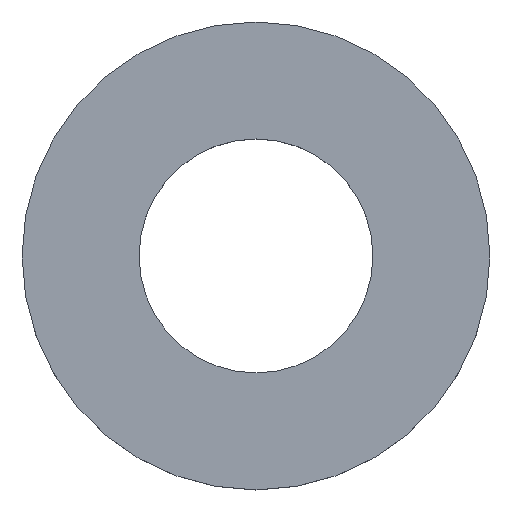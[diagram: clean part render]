
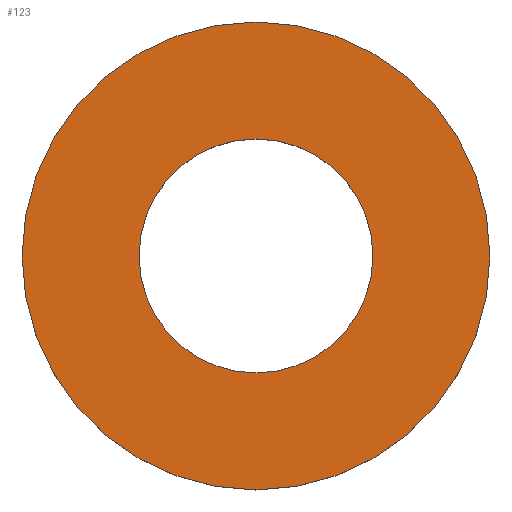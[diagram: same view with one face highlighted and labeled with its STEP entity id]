
A CAD part, top view. The second image highlights one B-rep face of the part: STEP entity #123.
In plain terms, the highlighted planar face has unit normal (0, 0, 1).
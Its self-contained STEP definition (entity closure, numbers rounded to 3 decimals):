
#8 = VERTEX_POINT ( 'NONE', #133 ) ;
#9 = DIRECTION ( 'NONE',  ( 0., 0., 1. ) ) ;
#10 = DIRECTION ( 'NONE',  ( 0., 0., 1. ) ) ;
#15 = CARTESIAN_POINT ( 'NONE',  ( 0., 0., 0.9 ) ) ;
#16 = CIRCLE ( 'NONE', #79, 4. ) ;
#17 = PLANE ( 'NONE',  #119 ) ;
#18 = EDGE_CURVE ( 'NONE', #141, #46, #106, .T. ) ;
#22 = EDGE_CURVE ( 'NONE', #122, #8, #84, .T. ) ;
#27 = FACE_OUTER_BOUND ( 'NONE', #95, .T. ) ;
#32 = DIRECTION ( 'NONE',  ( 1., 0., 0. ) ) ;
#36 = DIRECTION ( 'NONE',  ( 1., 0., 0. ) ) ;
#45 = AXIS2_PLACEMENT_3D ( 'NONE', #15, #10, #73 ) ;
#46 = VERTEX_POINT ( 'NONE', #242 ) ;
#49 = DIRECTION ( 'NONE',  ( 1., 0., 0. ) ) ;
#51 = DIRECTION ( 'NONE',  ( 0., 0., 1. ) ) ;
#57 = CARTESIAN_POINT ( 'NONE',  ( 2., 0., 0.9 ) ) ;
#63 = DIRECTION ( 'NONE',  ( 1., 0., 0. ) ) ;
#73 = DIRECTION ( 'NONE',  ( 1., 0., 0. ) ) ;
#76 = ORIENTED_EDGE ( 'NONE', *, *, #22, .T. ) ;
#79 = AXIS2_PLACEMENT_3D ( 'NONE', #170, #220, #63 ) ;
#84 = CIRCLE ( 'NONE', #97, 4. ) ;
#89 = CARTESIAN_POINT ( 'NONE',  ( 0., 0., 0.9 ) ) ;
#91 = CARTESIAN_POINT ( 'NONE',  ( 0., 0., 0.9 ) ) ;
#95 = EDGE_LOOP ( 'NONE', ( #212, #76 ) ) ;
#97 = AXIS2_PLACEMENT_3D ( 'NONE', #91, #51, #36 ) ;
#106 = CIRCLE ( 'NONE', #45, 2. ) ;
#116 = EDGE_LOOP ( 'NONE', ( #238, #246 ) ) ;
#119 = AXIS2_PLACEMENT_3D ( 'NONE', #193, #128, #49 ) ;
#120 = CIRCLE ( 'NONE', #205, 2. ) ;
#122 = VERTEX_POINT ( 'NONE', #159 ) ;
#123 = ADVANCED_FACE ( 'NONE', ( #27, #179 ), #17, .T. ) ;
#128 = DIRECTION ( 'NONE',  ( 0., 0., 1. ) ) ;
#133 = CARTESIAN_POINT ( 'NONE',  ( -4., 0., 0.9 ) ) ;
#141 = VERTEX_POINT ( 'NONE', #57 ) ;
#159 = CARTESIAN_POINT ( 'NONE',  ( 4., 0., 0.9 ) ) ;
#165 = EDGE_CURVE ( 'NONE', #8, #122, #16, .T. ) ;
#170 = CARTESIAN_POINT ( 'NONE',  ( 0., 0., 0.9 ) ) ;
#179 = FACE_BOUND ( 'NONE', #116, .T. ) ;
#193 = CARTESIAN_POINT ( 'NONE',  ( 0., 0., 0.9 ) ) ;
#205 = AXIS2_PLACEMENT_3D ( 'NONE', #89, #9, #32 ) ;
#212 = ORIENTED_EDGE ( 'NONE', *, *, #165, .T. ) ;
#220 = DIRECTION ( 'NONE',  ( 0., 0., 1. ) ) ;
#222 = EDGE_CURVE ( 'NONE', #46, #141, #120, .T. ) ;
#238 = ORIENTED_EDGE ( 'NONE', *, *, #222, .F. ) ;
#242 = CARTESIAN_POINT ( 'NONE',  ( -2., 0., 0.9 ) ) ;
#246 = ORIENTED_EDGE ( 'NONE', *, *, #18, .F. ) ;
